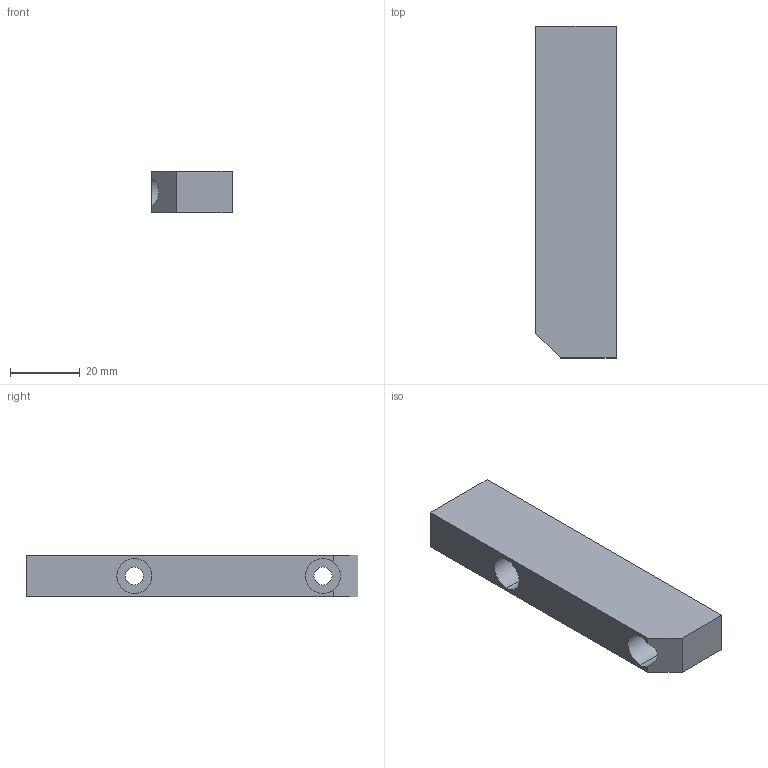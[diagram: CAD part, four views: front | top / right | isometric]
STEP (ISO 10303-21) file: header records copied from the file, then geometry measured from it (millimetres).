
FILE_DESCRIPTION (( 'STEP AP214' ), '1' );
FILE_NAME ('XW-USI-059-A-support-glissiere-V2.STEP', '2020-09-16T12:38:42', ( '' ), ( '' ), 'SwSTEP 2.0', 'SolidWorks 2016', '' );
FILE_SCHEMA (( 'AUTOMOTIVE_DESIGN' ));
Length unit declared in the file: millimetre
Products named in the file (1): XW-USI-059-A-support-glissiere-V2
Bounding box: 23 x 95 x 12 mm (x, y, z)
Volume: 23135.5 mm3; surface area: 8693.1 mm2
Topology: 1 solids, 1 shells, 25 faces, 62 edges, 38 vertices
Faces by surface type: cylinder 12, plane 9, cone 4
Entity records: 807 total; most frequent: DIRECTION 134, CARTESIAN_POINT 125, ORIENTED_EDGE 116, EDGE_CURVE 58, AXIS2_PLACEMENT_3D 51, VERTEX_POINT 38, EDGE_LOOP 32, VECTOR 32
